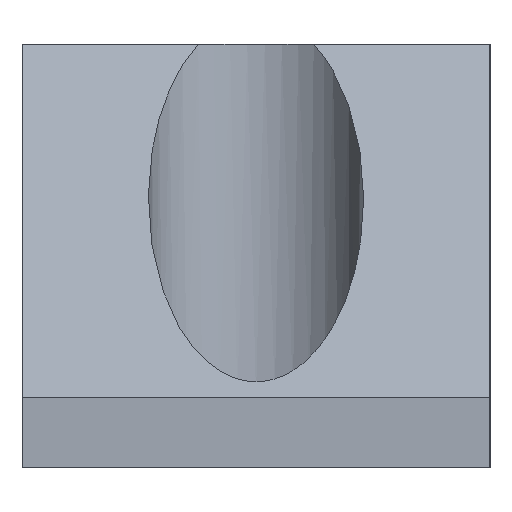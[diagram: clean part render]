
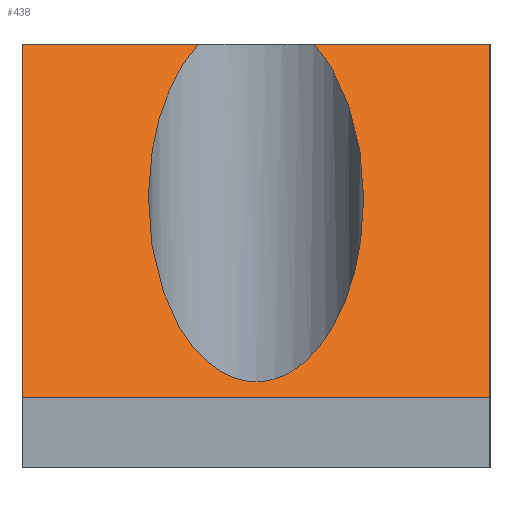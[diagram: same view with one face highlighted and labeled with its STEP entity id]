
A CAD part, left-side view. The second image highlights one B-rep face of the part: STEP entity #438.
In plain terms, the highlighted planar face has unit normal (-0.862, 0, 0.507).
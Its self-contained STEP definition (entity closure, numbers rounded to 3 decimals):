
#26=ELLIPSE('',#482,9.073,4.6);
#27=ELLIPSE('',#484,9.073,4.6);
#36=PLANE('',#489);
#55=FACE_OUTER_BOUND('',#81,.T.);
#81=EDGE_LOOP('',(#366,#367,#368,#369,#370,#371,#372));
#109=LINE('',#665,#149);
#124=LINE('',#700,#164);
#128=LINE('',#710,#168);
#130=LINE('',#712,#170);
#134=LINE('',#730,#174);
#149=VECTOR('',#532,10.);
#164=VECTOR('',#559,10.);
#168=VECTOR('',#567,10.);
#170=VECTOR('',#569,10.);
#174=VECTOR('',#593,10.);
#208=VERTEX_POINT('',#662);
#209=VERTEX_POINT('',#664);
#222=VERTEX_POINT('',#697);
#223=VERTEX_POINT('',#699);
#226=VERTEX_POINT('',#707);
#227=VERTEX_POINT('',#708);
#228=VERTEX_POINT('',#716);
#250=EDGE_CURVE('',#208,#209,#109,.T.);
#268=EDGE_CURVE('',#222,#223,#124,.T.);
#273=EDGE_CURVE('',#222,#226,#128,.T.);
#275=EDGE_CURVE('',#227,#209,#130,.T.);
#277=EDGE_CURVE('',#227,#228,#26,.T.);
#280=EDGE_CURVE('',#228,#226,#27,.T.);
#284=EDGE_CURVE('',#223,#208,#134,.T.);
#366=ORIENTED_EDGE('',*,*,#275,.T.);
#367=ORIENTED_EDGE('',*,*,#250,.F.);
#368=ORIENTED_EDGE('',*,*,#284,.F.);
#369=ORIENTED_EDGE('',*,*,#268,.F.);
#370=ORIENTED_EDGE('',*,*,#273,.T.);
#371=ORIENTED_EDGE('',*,*,#280,.F.);
#372=ORIENTED_EDGE('',*,*,#277,.F.);
#438=ADVANCED_FACE('',(#55),#36,.F.);
#482=AXIS2_PLACEMENT_3D('',#717,#575,#576);
#484=AXIS2_PLACEMENT_3D('',#721,#580,#581);
#489=AXIS2_PLACEMENT_3D('',#729,#591,#592);
#532=DIRECTION('',(0.507,0.,0.862));
#559=DIRECTION('',(-0.507,0.,-0.862));
#567=DIRECTION('',(0.,1.,0.));
#569=DIRECTION('',(0.,1.,0.));
#575=DIRECTION('center_axis',(-0.862,0.,0.507));
#576=DIRECTION('ref_axis',(0.507,0.,0.862));
#580=DIRECTION('center_axis',(-0.862,0.,0.507));
#581=DIRECTION('ref_axis',(0.507,0.,0.862));
#591=DIRECTION('center_axis',(0.862,0.,-0.507));
#592=DIRECTION('ref_axis',(-0.507,0.,-0.862));
#593=DIRECTION('',(0.,1.,0.));
#662=CARTESIAN_POINT('',(10.,25.,3.));
#664=CARTESIAN_POINT('',(18.884,25.,18.102));
#665=CARTESIAN_POINT('',(20.771,25.,21.311));
#697=CARTESIAN_POINT('',(18.884,5.,18.102));
#699=CARTESIAN_POINT('',(10.,5.,3.));
#700=CARTESIAN_POINT('',(14.344,5.,10.386));
#707=CARTESIAN_POINT('',(18.884,12.535,18.102));
#708=CARTESIAN_POINT('',(18.884,17.465,18.102));
#710=CARTESIAN_POINT('',(18.884,5.,18.102));
#712=CARTESIAN_POINT('',(18.884,5.,18.102));
#716=CARTESIAN_POINT('',(10.4,15.,3.68));
#717=CARTESIAN_POINT('Origin',(15.,15.,11.5));
#721=CARTESIAN_POINT('Origin',(15.,15.,11.5));
#729=CARTESIAN_POINT('Origin',(20.,5.,20.));
#730=CARTESIAN_POINT('',(10.,15.,3.));
